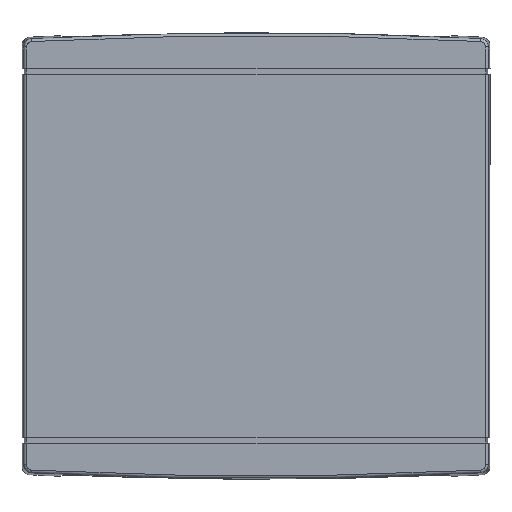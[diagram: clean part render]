
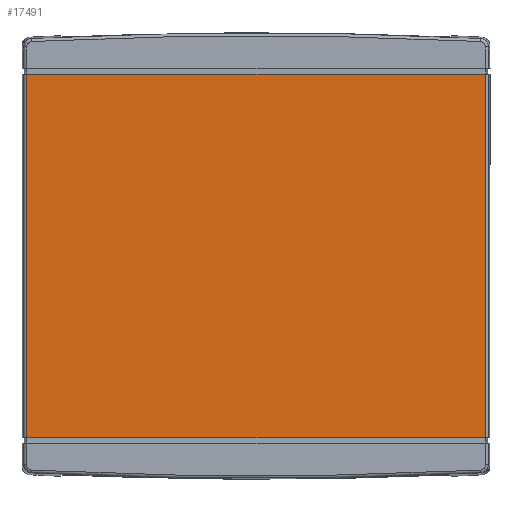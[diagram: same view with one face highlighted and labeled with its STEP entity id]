
A CAD part, top view. The second image highlights one B-rep face of the part: STEP entity #17491.
In plain terms, the highlighted face is planar.
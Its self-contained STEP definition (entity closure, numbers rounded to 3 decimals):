
#15699=CARTESIAN_POINT('',(-4.167,3.3,0.0));
#15700=VERTEX_POINT('',#15699);
#15708=CARTESIAN_POINT('',(-4.167,-3.3,0.0));
#15709=VERTEX_POINT('',#15708);
#15710=CARTESIAN_POINT('',(-4.167,3.3,0.0));
#15711=DIRECTION('',(0.0,-1.0,0.0));
#15712=VECTOR('',#15711,6.6);
#15713=LINE('',#15710,#15712);
#15714=EDGE_CURVE('',#15700,#15709,#15713,.T.);
#15762=CARTESIAN_POINT('',(4.167,-3.3,0.0));
#15763=VERTEX_POINT('',#15762);
#15764=CARTESIAN_POINT('',(4.167,-3.3,0.0));
#15765=DIRECTION('',(-1.0,0.0,0.0));
#15766=VECTOR('',#15765,8.334);
#15767=LINE('',#15764,#15766);
#15768=EDGE_CURVE('',#15763,#15709,#15767,.T.);
#16436=CARTESIAN_POINT('',(4.167,3.3,0.0));
#16437=VERTEX_POINT('',#16436);
#16438=CARTESIAN_POINT('',(4.167,-3.3,0.0));
#16439=DIRECTION('',(0.0,1.0,0.0));
#16440=VECTOR('',#16439,6.6);
#16441=LINE('',#16438,#16440);
#16442=EDGE_CURVE('',#15763,#16437,#16441,.T.);
#16530=CARTESIAN_POINT('',(-4.167,3.3,0.0));
#16531=DIRECTION('',(1.0,0.0,0.0));
#16532=VECTOR('',#16531,8.334);
#16533=LINE('',#16530,#16532);
#16534=EDGE_CURVE('',#15700,#16437,#16533,.T.);
#17480=CARTESIAN_POINT('',(0.,0.,0.0));
#17481=DIRECTION('',(0.0,0.0,1.0));
#17482=DIRECTION('',(1.0,0.0,0.0));
#17483=AXIS2_PLACEMENT_3D('',#17480,#17481,#17482);
#17484=PLANE('',#17483);
#17485=ORIENTED_EDGE('',*,*,#15714,.F.);
#17486=ORIENTED_EDGE('',*,*,#16534,.T.);
#17487=ORIENTED_EDGE('',*,*,#16442,.F.);
#17488=ORIENTED_EDGE('',*,*,#15768,.T.);
#17489=EDGE_LOOP('',(#17485,#17486,#17487,#17488));
#17490=FACE_OUTER_BOUND('',#17489,.T.);
#17491=ADVANCED_FACE('',(#17490),#17484,.F.);
